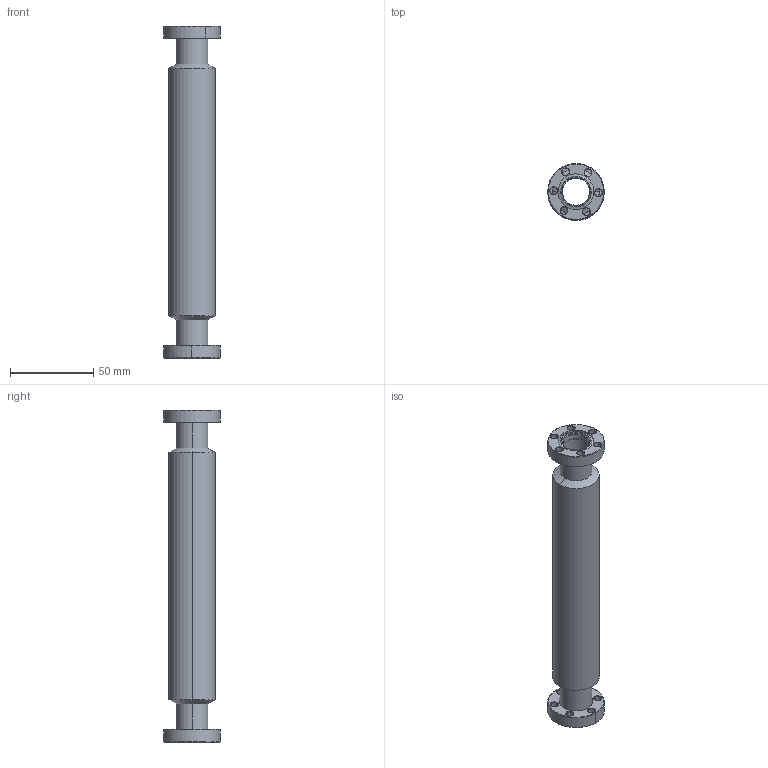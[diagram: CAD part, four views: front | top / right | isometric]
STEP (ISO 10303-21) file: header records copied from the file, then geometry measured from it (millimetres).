
FILE_DESCRIPTION (( 'STEP AP214' ), '1' );
FILE_NAME ('Hositrad_FLX16-200.STEP', '2017-05-24T12:11:18', ( 'Gebruiker' ), ( '' ), 'SwSTEP 2.0', 'SolidWorks 2017', '' );
FILE_SCHEMA (( 'AUTOMOTIVE_DESIGN' ));
Length unit declared in the file: millimetre
Products named in the file (6): CF-Hydraulically-Formed-Flexible-Coupling-All-to 500_FLX16-200; Hositrad_FLX16-200; NW16CF-weld_CF16-19; CF16-19-R; NW16CF-Innerring_CF16-19-R; NW16CF-Outerring
Assembly tree (5 placements, depth 3):
  Hositrad_FLX16-200
    CF-Hydraulically-Formed-Flexible-Coupling-All-to 500_FLX16-200
    CF16-19-R
      NW16CF-Outerring
      NW16CF-Innerring_CF16-19-R
    NW16CF-weld_CF16-19
Bounding box: 34 x 33.99 x 200 mm (x, y, z)
Volume: 69332.4 mm3; surface area: 33119.1 mm2
Topology: 4 solids, 4 shells, 151 faces, 336 edges, 196 vertices
Faces by surface type: cone 80, cylinder 52, plane 19
Entity records: 4484 total; most frequent: DIRECTION 836, CARTESIAN_POINT 716, ORIENTED_EDGE 672, AXIS2_PLACEMENT_3D 348, EDGE_CURVE 336, VERTEX_POINT 196, CIRCLE 188, EDGE_LOOP 186
